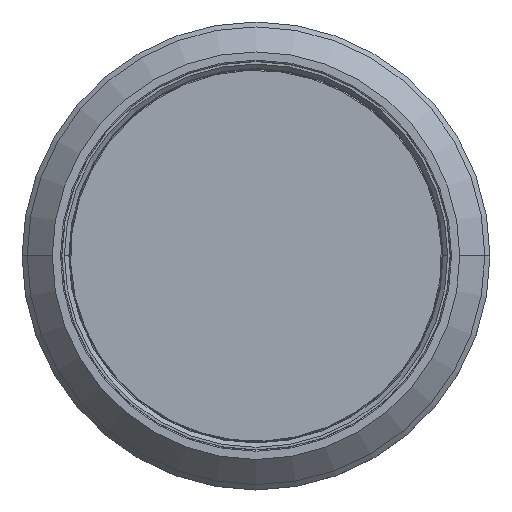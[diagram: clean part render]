
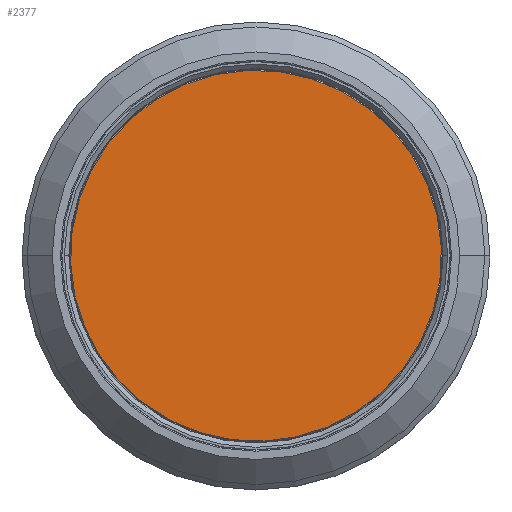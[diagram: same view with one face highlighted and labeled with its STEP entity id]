
A CAD part, top view. The second image highlights one B-rep face of the part: STEP entity #2377.
In plain terms, the highlighted face is planar.
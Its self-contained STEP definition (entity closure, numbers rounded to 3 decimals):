
#194 = DIRECTION ( 'NONE',  ( 1., 0., 0. ) ) ;
#328 = VERTEX_POINT ( 'NONE', #2762 ) ;
#2377 = ADVANCED_FACE ( 'Fl�che1', ( #3334 ), #6455, .F. ) ;
#2630 = CARTESIAN_POINT ( 'NONE',  ( 0., 0., 0. ) ) ;
#2648 = DIRECTION ( 'NONE',  ( 0., 0., -1. ) ) ;
#2762 = CARTESIAN_POINT ( 'NONE',  ( 33.3, 0., 0. ) ) ;
#3013 = CIRCLE ( 'NONE', #7347, 33.3 ) ;
#3334 = FACE_OUTER_BOUND ( 'NONE', #6062, .T. ) ;
#3340 = DIRECTION ( 'NONE',  ( 1., 0., 0. ) ) ;
#3521 = DIRECTION ( 'NONE',  ( 0., 0., 1. ) ) ;
#3860 = DIRECTION ( 'NONE',  ( 0., 0., -1. ) ) ;
#4306 = VERTEX_POINT ( 'NONE', #6121 ) ;
#4381 = AXIS2_PLACEMENT_3D ( 'NONE', #2630, #3521, #3340 ) ;
#4477 = EDGE_CURVE ( 'NONE', #328, #4306, #4845, .T. ) ;
#4489 = EDGE_CURVE ( 'NONE', #4306, #328, #3013, .T. ) ;
#4845 = CIRCLE ( 'NONE', #6541, 33.3 ) ;
#6044 = ORIENTED_EDGE ( 'NONE', *, *, #4489, .T. ) ;
#6062 = EDGE_LOOP ( 'NONE', ( #6790, #6044 ) ) ;
#6121 = CARTESIAN_POINT ( 'NONE',  ( -33.3, 0., 0. ) ) ;
#6364 = CARTESIAN_POINT ( 'NONE',  ( 0., 0., 0. ) ) ;
#6455 = PLANE ( 'NONE',  #4381 ) ;
#6541 = AXIS2_PLACEMENT_3D ( 'NONE', #7561, #3860, #194 ) ;
#6790 = ORIENTED_EDGE ( 'NONE', *, *, #4477, .T. ) ;
#6981 = DIRECTION ( 'NONE',  ( 1., 0., 0. ) ) ;
#7347 = AXIS2_PLACEMENT_3D ( 'NONE', #6364, #2648, #6981 ) ;
#7561 = CARTESIAN_POINT ( 'NONE',  ( 0., 0., 0. ) ) ;
